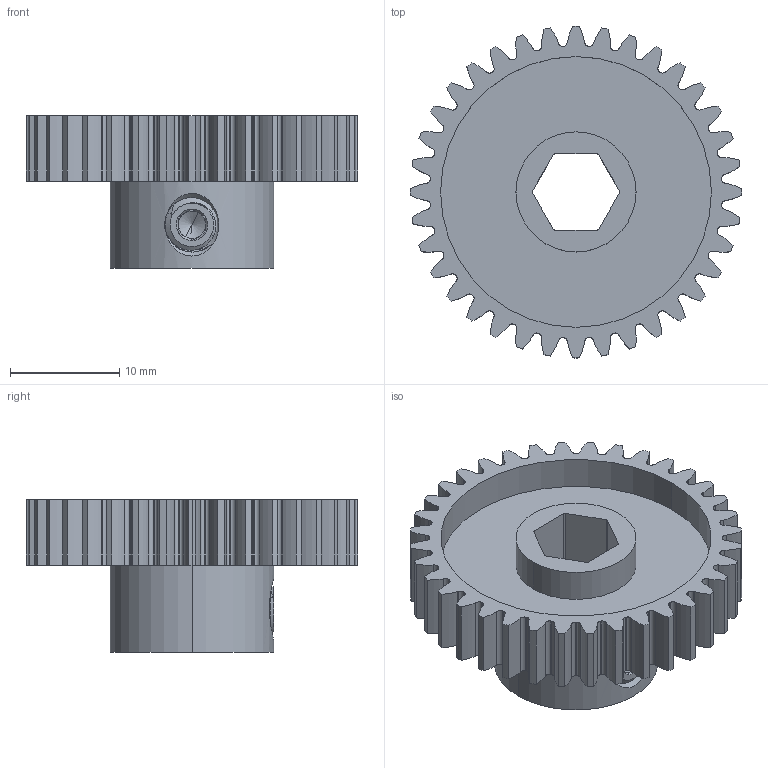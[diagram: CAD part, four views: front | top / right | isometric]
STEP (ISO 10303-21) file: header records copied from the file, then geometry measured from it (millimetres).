
FILE_DESCRIPTION (( 'STEP AP203' ), '1' );
FILE_NAME ('2303-4008-0036 assembly.STEP', '2019-12-11T17:16:28', ( '' ), ( '' ), 'SwSTEP 2.0', 'SolidWorks 2016', '' );
FILE_SCHEMA (( 'CONFIG_CONTROL_DESIGN' ));
Length unit declared in the file: millimetre
Products named in the file (3): 2303-4008-0036 assembly; 2806-0005-0004_91390A117; 2303-4008-0036_Gear Blank
Assembly tree (3 placements, depth 2):
  2303-4008-0036 assembly
    2303-4008-0036_Gear Blank
    2806-0005-0004_91390A117  x2
Bounding box: 30.4 x 30.4 x 14 mm (x, y, z)
Volume: 3500.7 mm3; surface area: 3674.7 mm2
Topology: 3 solids, 3 shells, 458 faces, 1307 edges, 852 vertices
Faces by surface type: bspline 160, cylinder 151, plane 111, cone 36
Entity records: 23707 total; most frequent: CARTESIAN_POINT 13670, ORIENTED_EDGE 2418, DIRECTION 1489, EDGE_CURVE 1209, VERTEX_POINT 799, LINE 547, VECTOR 547, AXIS2_PLACEMENT_3D 471
